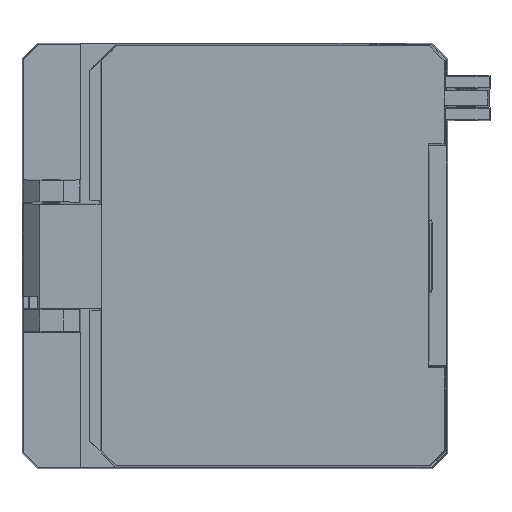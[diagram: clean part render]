
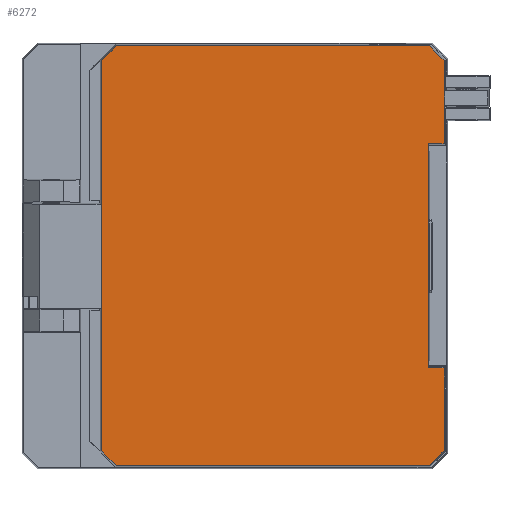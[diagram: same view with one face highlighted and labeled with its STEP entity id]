
A CAD part, top view. The second image highlights one B-rep face of the part: STEP entity #6272.
In plain terms, the highlighted planar face has unit normal (0, 0, 1).
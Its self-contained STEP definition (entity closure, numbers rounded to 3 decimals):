
#614=FACE_OUTER_BOUND('',#965,.T.);
#965=EDGE_LOOP('',(#5652,#5653,#5654,#5655,#5656,#5657,#5658,#5659,#5660,
#5661,#5662,#5663));
#1422=LINE('',#9699,#2148);
#1424=LINE('',#9703,#2150);
#1559=LINE('',#10040,#2285);
#1589=LINE('',#10106,#2315);
#1667=LINE('',#10258,#2393);
#1678=LINE('',#10283,#2404);
#1680=LINE('',#10286,#2406);
#1681=LINE('',#10288,#2407);
#1683=LINE('',#10292,#2409);
#1685=LINE('',#10296,#2411);
#1703=LINE('',#10342,#2429);
#1704=LINE('',#10344,#2430);
#2148=VECTOR('',#7870,10.);
#2150=VECTOR('',#7874,10.);
#2285=VECTOR('',#8189,10.);
#2315=VECTOR('',#8239,10.);
#2393=VECTOR('',#8383,10.);
#2404=VECTOR('',#8418,10.);
#2406=VECTOR('',#8422,10.);
#2407=VECTOR('',#8425,10.);
#2409=VECTOR('',#8429,10.);
#2411=VECTOR('',#8433,10.);
#2429=VECTOR('',#8489,10.);
#2430=VECTOR('',#8492,10.);
#2819=VERTEX_POINT('',#9696);
#2820=VERTEX_POINT('',#9698);
#2821=VERTEX_POINT('',#9702);
#2929=VERTEX_POINT('',#10037);
#2930=VERTEX_POINT('',#10039);
#2955=VERTEX_POINT('',#10103);
#2956=VERTEX_POINT('',#10105);
#2997=VERTEX_POINT('',#10256);
#2998=VERTEX_POINT('',#10280);
#2999=VERTEX_POINT('',#10282);
#3000=VERTEX_POINT('',#10290);
#3001=VERTEX_POINT('',#10294);
#3578=EDGE_CURVE('',#2819,#2820,#1422,.T.);
#3580=EDGE_CURVE('',#2820,#2821,#1424,.T.);
#3747=EDGE_CURVE('',#2929,#2930,#1559,.T.);
#3778=EDGE_CURVE('',#2955,#2956,#1589,.T.);
#3856=EDGE_CURVE('',#2997,#2819,#1667,.T.);
#3867=EDGE_CURVE('',#2998,#2999,#1678,.T.);
#3869=EDGE_CURVE('',#2956,#2998,#1680,.T.);
#3870=EDGE_CURVE('',#2930,#2955,#1681,.T.);
#3872=EDGE_CURVE('',#3000,#2929,#1683,.T.);
#3874=EDGE_CURVE('',#3001,#3000,#1685,.T.);
#3896=EDGE_CURVE('',#2999,#2997,#1703,.T.);
#3897=EDGE_CURVE('',#2821,#3001,#1704,.T.);
#5652=ORIENTED_EDGE('',*,*,#3874,.F.);
#5653=ORIENTED_EDGE('',*,*,#3897,.F.);
#5654=ORIENTED_EDGE('',*,*,#3580,.F.);
#5655=ORIENTED_EDGE('',*,*,#3578,.F.);
#5656=ORIENTED_EDGE('',*,*,#3856,.F.);
#5657=ORIENTED_EDGE('',*,*,#3896,.F.);
#5658=ORIENTED_EDGE('',*,*,#3867,.F.);
#5659=ORIENTED_EDGE('',*,*,#3869,.F.);
#5660=ORIENTED_EDGE('',*,*,#3778,.F.);
#5661=ORIENTED_EDGE('',*,*,#3870,.F.);
#5662=ORIENTED_EDGE('',*,*,#3747,.F.);
#5663=ORIENTED_EDGE('',*,*,#3872,.F.);
#5959=PLANE('',#6827);
#6272=ADVANCED_FACE('',(#614),#5959,.T.);
#6827=AXIS2_PLACEMENT_3D('',#10345,#8493,#8494);
#7870=DIRECTION('',(-0.707,0.707,0.));
#7874=DIRECTION('',(0.,1.,0.));
#8189=DIRECTION('',(0.,-1.,0.));
#8239=DIRECTION('',(0.,-1.,0.));
#8383=DIRECTION('',(-1.,0.,0.));
#8418=DIRECTION('',(0.,-1.,0.));
#8422=DIRECTION('',(1.,0.,0.));
#8425=DIRECTION('',(-1.,0.,0.));
#8429=DIRECTION('',(0.707,-0.707,0.));
#8433=DIRECTION('',(1.,0.,0.));
#8489=DIRECTION('',(-0.707,-0.707,0.));
#8492=DIRECTION('',(0.707,0.707,0.));
#8493=DIRECTION('center_axis',(0.,0.,1.));
#8494=DIRECTION('ref_axis',(1.,0.,0.));
#9696=CARTESIAN_POINT('',(-24.063,-39.918,19.));
#9698=CARTESIAN_POINT('',(-26.868,-37.113,19.));
#9699=CARTESIAN_POINT('',(-26.965,-37.015,19.));
#9702=CARTESIAN_POINT('',(-26.868,37.113,19.));
#9703=CARTESIAN_POINT('',(-26.868,37.25,19.));
#10037=CARTESIAN_POINT('',(38.268,37.113,19.));
#10039=CARTESIAN_POINT('',(38.268,21.332,19.));
#10040=CARTESIAN_POINT('',(38.268,21.,19.));
#10103=CARTESIAN_POINT('',(35.268,21.332,19.));
#10105=CARTESIAN_POINT('',(35.268,-21.332,19.));
#10106=CARTESIAN_POINT('',(35.268,-21.,19.));
#10256=CARTESIAN_POINT('',(35.463,-39.918,19.));
#10258=CARTESIAN_POINT('',(-24.2,-39.918,19.));
#10280=CARTESIAN_POINT('',(38.268,-21.332,19.));
#10282=CARTESIAN_POINT('',(38.268,-37.113,19.));
#10283=CARTESIAN_POINT('',(38.268,-37.25,19.));
#10286=CARTESIAN_POINT('',(38.6,-21.332,19.));
#10288=CARTESIAN_POINT('',(35.6,21.332,19.));
#10290=CARTESIAN_POINT('',(35.463,39.918,19.));
#10292=CARTESIAN_POINT('',(38.365,37.015,19.));
#10294=CARTESIAN_POINT('',(-24.063,39.918,19.));
#10296=CARTESIAN_POINT('',(35.6,39.918,19.));
#10342=CARTESIAN_POINT('',(35.365,-40.015,19.));
#10344=CARTESIAN_POINT('',(-23.965,40.015,19.));
#10345=CARTESIAN_POINT('Origin',(5.914,0.,
19.));
